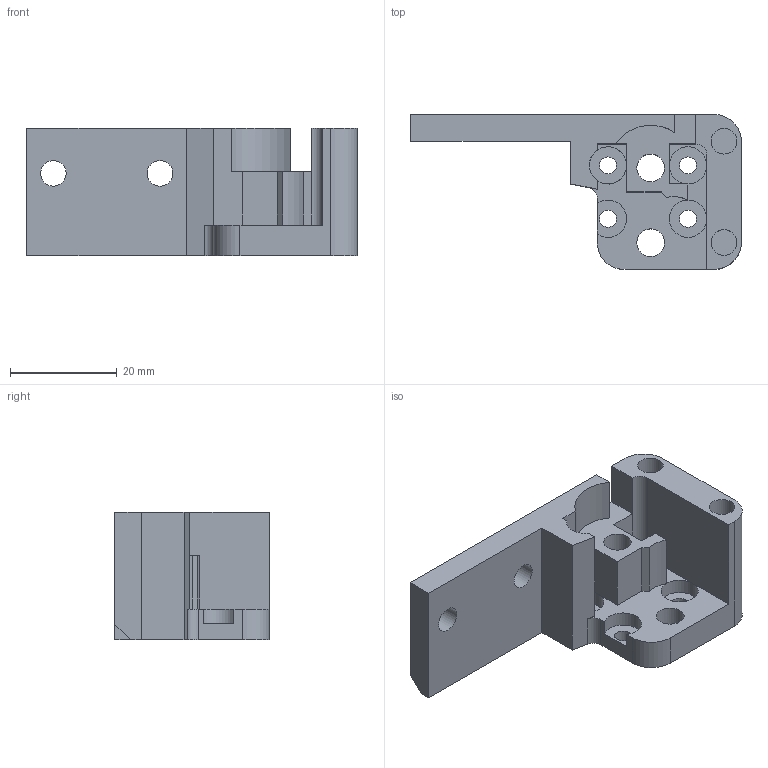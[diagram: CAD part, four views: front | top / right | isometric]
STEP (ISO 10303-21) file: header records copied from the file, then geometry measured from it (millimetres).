
FILE_DESCRIPTION(('FreeCAD Model'),'2;1');
FILE_NAME('Open CASCADE Shape Model','2025-04-27T18:09:50',(''),(''), 'Open CASCADE STEP processor 7.8','FreeCAD','Unknown');
FILE_SCHEMA(('AUTOMOTIVE_DESIGN { 1 0 10303 214 1 1 1 1 }'));
Length unit declared in the file: millimetre
Products named in the file (1): YCarriage_bottom_right
Bounding box: 62 x 29 x 24 mm (x, y, z)
Volume: 13767.5 mm3; surface area: 7502.2 mm2
Topology: 1 solids, 1 shells, 59 faces, 155 edges, 100 vertices
Faces by surface type: plane 38, cylinder 21
Full cylindrical faces by diameter (mm): 3.2 x4, 4.8 x4, 5.2 x2, 7 x3
Entity records: 1872 total; most frequent: DIRECTION 324, CARTESIAN_POINT 315, ORIENTED_EDGE 310, EDGE_CURVE 155, AXIS2_PLACEMENT_3D 109, LINE 106, VECTOR 106, VERTEX_POINT 100
